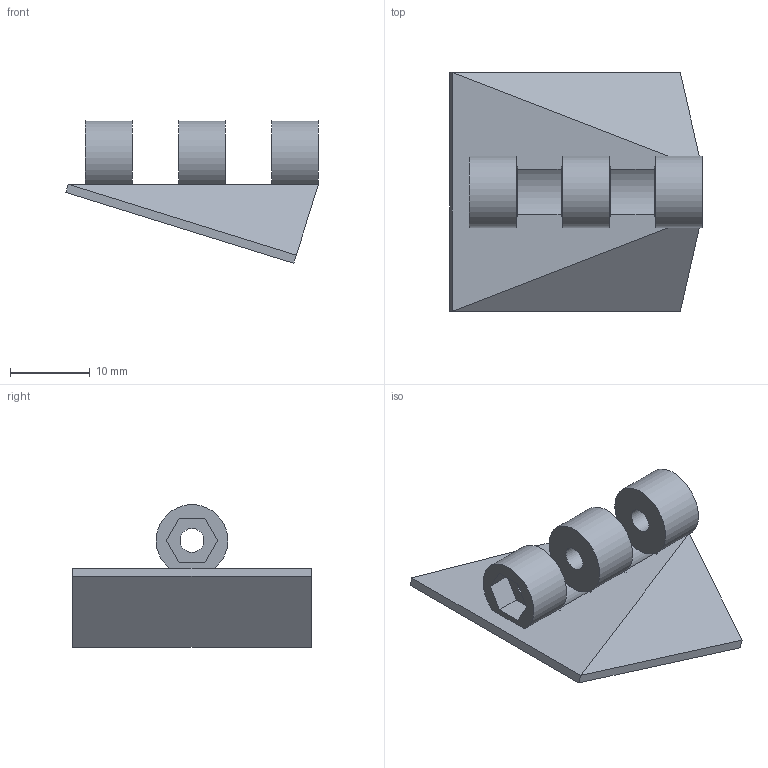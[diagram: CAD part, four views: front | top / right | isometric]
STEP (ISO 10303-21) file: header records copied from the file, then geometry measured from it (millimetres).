
FILE_DESCRIPTION(/* description */ ('STEP AP242','CAx-IF Rec.Pracs.---Representation and Presentation of Product Manufacturing Information (PMI)---4.0---2014-10-13','CAx-IF Rec.Pracs.---3D Tessellated Geometry---0.4---2014-09-14','2;1'),/* implementation_level */ '2;1');
FILE_NAME(/* name */ 'ColonizingMars_v1.0 - mirror-holder',/* time_stamp */ '2025-01-09T12:10:40Z',/* author */ (''),/* organization */ (''),/* preprocessor_version */ 'ST-DEVELOPER v20',/* originating_system */ 'ONSHAPE BY PTC INC, 1.191',/* authorisation */ ' ');
FILE_SCHEMA (('AP242_MANAGED_MODEL_BASED_3D_ENGINEERING_MIM_LF { 1 0 10303 442 1 1 4 }'));
Length unit declared in the file: metre
Products named in the file (1): mirror-holder
Bounding box: 31.73 x 30 x 17.89 mm (x, y, z)
Volume: 4821.4 mm3; surface area: 3044.4 mm2
Topology: 1 solids, 1 shells, 37 faces, 97 edges, 63 vertices
Faces by surface type: plane 25, cylinder 12
Full cylindrical faces by diameter (mm): 3 x3
Entity records: 1145 total; most frequent: DIRECTION 193, CARTESIAN_POINT 193, ORIENTED_EDGE 186, EDGE_CURVE 93, LINE 69, VECTOR 69, VERTEX_POINT 62, AXIS2_PLACEMENT_3D 62
